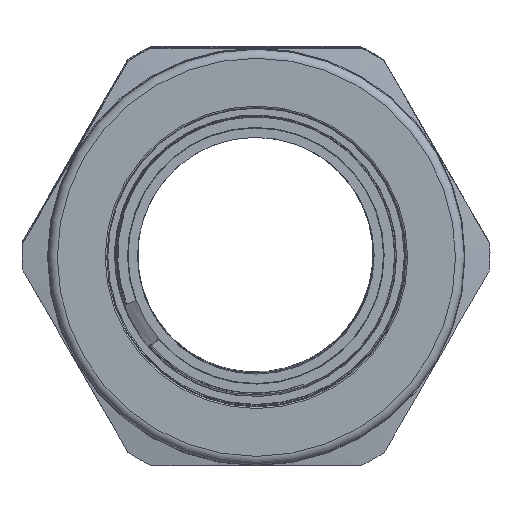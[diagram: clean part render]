
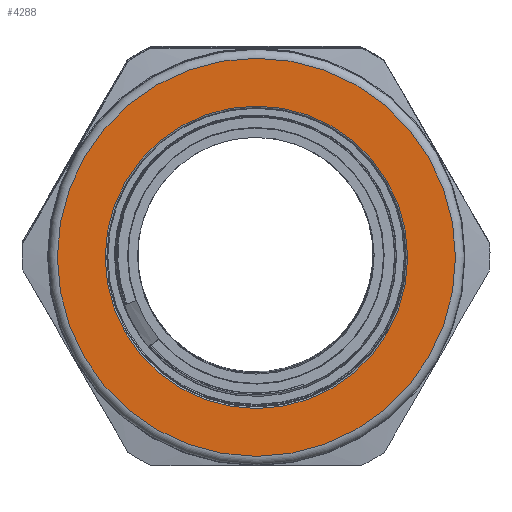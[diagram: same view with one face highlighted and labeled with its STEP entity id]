
A CAD part, left-side view. The second image highlights one B-rep face of the part: STEP entity #4288.
In plain terms, the highlighted face is planar.
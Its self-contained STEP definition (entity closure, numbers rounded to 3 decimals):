
#739=PLANE('',#4762);
#808=FACE_BOUND('',#1314,.T.);
#983=FACE_OUTER_BOUND('',#1313,.T.);
#1313=EDGE_LOOP('',(#3309));
#1314=EDGE_LOOP('',(#3310));
#1693=CIRCLE('',#4761,28.98);
#1694=CIRCLE('',#4763,38.145);
#2062=VERTEX_POINT('',#14166);
#2063=VERTEX_POINT('',#14169);
#2535=EDGE_CURVE('',#2062,#2062,#1693,.T.);
#2536=EDGE_CURVE('',#2063,#2063,#1694,.T.);
#3309=ORIENTED_EDGE('',*,*,#2536,.F.);
#3310=ORIENTED_EDGE('',*,*,#2535,.T.);
#4288=ADVANCED_FACE('',(#983,#808),#739,.T.);
#4761=AXIS2_PLACEMENT_3D('',#14167,#5500,#5501);
#4762=AXIS2_PLACEMENT_3D('',#14168,#5502,#5503);
#4763=AXIS2_PLACEMENT_3D('',#14170,#5504,#5505);
#5500=DIRECTION('center_axis',(1.,0.,0.));
#5501=DIRECTION('ref_axis',(0.,0.,-1.));
#5502=DIRECTION('center_axis',(-1.,0.,0.));
#5503=DIRECTION('ref_axis',(0.,0.,1.));
#5504=DIRECTION('center_axis',(1.,0.,0.));
#5505=DIRECTION('ref_axis',(0.,0.,-1.));
#14166=CARTESIAN_POINT('',(-28.15,28.98,0.));
#14167=CARTESIAN_POINT('Origin',(-28.15,0.,0.));
#14168=CARTESIAN_POINT('Origin',(-28.15,38.145,0.));
#14169=CARTESIAN_POINT('',(-28.15,38.145,0.));
#14170=CARTESIAN_POINT('Origin',(-28.15,0.,0.));
